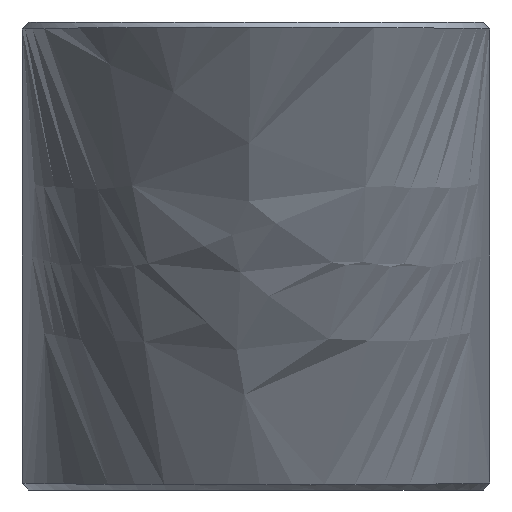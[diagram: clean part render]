
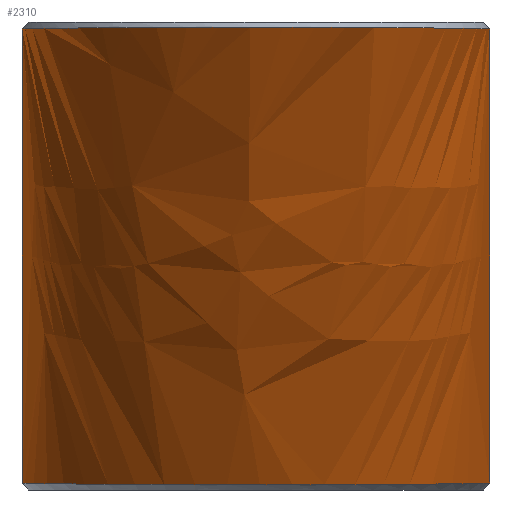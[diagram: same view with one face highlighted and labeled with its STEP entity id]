
A CAD part, left-side view. The second image highlights one B-rep face of the part: STEP entity #2310.
In plain terms, the highlighted free-form (B-spline) face has degree [1, 2] with [2, 5] control points.
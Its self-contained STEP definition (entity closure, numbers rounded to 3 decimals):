
#1681 = VERTEX_POINT('',#1682);
#1682 = CARTESIAN_POINT('',(-148.839,-78.191,
    83.014));
#1687 = EDGE_CURVE('',#1681,#1688,#1690,.T.);
#1688 = VERTEX_POINT('',#1689);
#1689 = CARTESIAN_POINT('',(-148.839,6.005,
    83.014));
#1690 = B_SPLINE_CURVE_WITH_KNOTS('',3,(#1691,#1692,#1693,#1694,#1695,
    #1696,#1697,#1698,#1699,#1700),.UNSPECIFIED.,.F.,.F.,(4,1,1,1,1,1,1,
    4),(0.,0.449,0.898,1.346
    ,1.795,2.244,2.693,3.142),
  .UNSPECIFIED.);
#1691 = CARTESIAN_POINT('',(-148.839,-78.191,
    83.014));
#1692 = CARTESIAN_POINT('',(-155.137,-78.053,
    83.015));
#1693 = CARTESIAN_POINT('',(-167.589,-74.915,
    83.071));
#1694 = CARTESIAN_POINT('',(-182.378,-62.812,
    83.196));
#1695 = CARTESIAN_POINT('',(-190.557,-45.608,
    83.265));
#1696 = CARTESIAN_POINT('',(-190.55,-26.58,
    83.265));
#1697 = CARTESIAN_POINT('',(-182.381,-9.373,
    83.196));
#1698 = CARTESIAN_POINT('',(-167.589,2.731,
    83.071));
#1699 = CARTESIAN_POINT('',(-155.137,5.867,
    83.015));
#1700 = CARTESIAN_POINT('',(-148.839,6.005,
    83.014));
#1754 = VERTEX_POINT('',#1755);
#1755 = CARTESIAN_POINT('',(-147.915,6.015,
    83.014));
#1915 = EDGE_CURVE('',#1688,#1754,#1916,.T.);
#1916 = B_SPLINE_CURVE_WITH_KNOTS('',3,(#1917,#1918,#1919,#1920),
  .UNSPECIFIED.,.F.,.F.,(4,4),(-7.,-6.923),
  .PIECEWISE_BEZIER_KNOTS.);
#1917 = CARTESIAN_POINT('',(-148.839,6.005,
    83.014));
#1918 = CARTESIAN_POINT('',(-148.531,6.012,
    83.014));
#1919 = CARTESIAN_POINT('',(-148.223,6.015,
    83.014));
#1920 = CARTESIAN_POINT('',(-147.915,6.015,
    83.014));
#1961 = VERTEX_POINT('',#1962);
#1962 = CARTESIAN_POINT('',(-85.14,6.015,
    1.203));
#1967 = EDGE_CURVE('',#1961,#1968,#1970,.T.);
#1968 = VERTEX_POINT('',#1969);
#1969 = CARTESIAN_POINT('',(-85.14,-78.201,
    1.203));
#1970 = B_SPLINE_CURVE_WITH_KNOTS('',3,(#1971,#1972,#1973,#1974,#1975,
    #1976,#1977,#1978,#1979,#1980),.UNSPECIFIED.,.F.,.F.,(4,1,1,1,1,1,1,
    4),(-3.12,-2.677,-2.235,-1.792,
    -1.35,-0.907,-0.464,-0.022),
  .UNSPECIFIED.);
#1971 = CARTESIAN_POINT('',(-85.14,6.015,
    1.203));
#1972 = CARTESIAN_POINT('',(-91.354,6.015,1.202
    ));
#1973 = CARTESIAN_POINT('',(-103.851,3.209,
    1.147));
#1974 = CARTESIAN_POINT('',(-119.001,-8.856,
    1.021));
#1975 = CARTESIAN_POINT('',(-127.402,-26.372,
    0.952));
#1976 = CARTESIAN_POINT('',(-127.41,-45.815,
    0.952));
#1977 = CARTESIAN_POINT('',(-118.994,-63.325,
    1.022));
#1978 = CARTESIAN_POINT('',(-103.856,-75.398,
    1.146));
#1979 = CARTESIAN_POINT('',(-91.354,-78.201,
    1.202));
#1980 = CARTESIAN_POINT('',(-85.14,-78.201,
    1.203));
#2196 = VERTEX_POINT('',#2197);
#2197 = CARTESIAN_POINT('',(-147.915,-78.201,
    83.014));
#2267 = EDGE_CURVE('',#2196,#1681,#2268,.T.);
#2268 = B_SPLINE_CURVE_WITH_KNOTS('',3,(#2269,#2270,#2271,#2272),
  .UNSPECIFIED.,.F.,.F.,(4,4),(-0.077,0.),
  .PIECEWISE_BEZIER_KNOTS.);
#2269 = CARTESIAN_POINT('',(-147.915,-78.201,
    83.014));
#2270 = CARTESIAN_POINT('',(-148.223,-78.201,
    83.014));
#2271 = CARTESIAN_POINT('',(-148.531,-78.198,
    83.014));
#2272 = CARTESIAN_POINT('',(-148.839,-78.191,
    83.014));
#2296 = EDGE_CURVE('',#1968,#2196,#2297,.T.);
#2297 = B_SPLINE_CURVE_WITH_KNOTS('',1,(#2298,#2299),.UNSPECIFIED.,.F.,
  .F.,(2,2),(1.26,86.973),.PIECEWISE_BEZIER_KNOTS.);
#2298 = CARTESIAN_POINT('',(-85.14,-78.201,
    1.203));
#2299 = CARTESIAN_POINT('',(-147.915,-78.201,
    83.014));
#2310 = ADVANCED_FACE('',(#2311),#2323,.T.);
#2311 = FACE_BOUND('',#2312,.T.);
#2312 = EDGE_LOOP('',(#2313,#2314,#2319,#2320,#2321,#2322));
#2313 = ORIENTED_EDGE('',*,*,#1915,.T.);
#2314 = ORIENTED_EDGE('',*,*,#2315,.F.);
#2315 = EDGE_CURVE('',#1961,#1754,#2316,.T.);
#2316 = B_SPLINE_CURVE_WITH_KNOTS('',1,(#2317,#2318),.UNSPECIFIED.,.F.,
  .F.,(2,2),(1.26,86.973),.PIECEWISE_BEZIER_KNOTS.);
#2317 = CARTESIAN_POINT('',(-85.14,6.015,
    1.203));
#2318 = CARTESIAN_POINT('',(-147.915,6.015,
    83.014));
#2319 = ORIENTED_EDGE('',*,*,#1967,.T.);
#2320 = ORIENTED_EDGE('',*,*,#2296,.T.);
#2321 = ORIENTED_EDGE('',*,*,#2267,.T.);
#2322 = ORIENTED_EDGE('',*,*,#1687,.T.);
#2323 = ( BOUNDED_SURFACE() B_SPLINE_SURFACE(1,2,(
    (#2324,#2325,#2326,#2327,#2328)
    ,(#2329,#2330,#2331,#2332,#2333
)),.UNSPECIFIED.,.F.,.F.,.F.) B_SPLINE_SURFACE_WITH_KNOTS((2,2),(3,2,3),
  (0.036,3.113),(0.,1.571
,3.142),.UNSPECIFIED.) GEOMETRIC_REPRESENTATION_ITEM() 
RATIONAL_B_SPLINE_SURFACE((
    (1.,0.707,1.,0.707,1.)
,(1.,0.707,1.,0.707,1.
))) REPRESENTATION_ITEM('') SURFACE() );
#2324 = CARTESIAN_POINT('',(-85.14,-78.201,
    1.203));
#2325 = CARTESIAN_POINT('',(-111.643,-78.201,-19.134
    ));
#2326 = CARTESIAN_POINT('',(-111.643,-36.093,-19.134
    ));
#2327 = CARTESIAN_POINT('',(-111.643,6.015,-19.134)
  );
#2328 = CARTESIAN_POINT('',(-85.14,6.015,
    1.203));
#2329 = CARTESIAN_POINT('',(-164.018,-78.201,
    103.998));
#2330 = CARTESIAN_POINT('',(-190.521,-78.201,
    83.662));
#2331 = CARTESIAN_POINT('',(-190.521,-36.093,
    83.662));
#2332 = CARTESIAN_POINT('',(-190.521,6.015,
    83.662));
#2333 = CARTESIAN_POINT('',(-164.018,6.015,
    103.998));
